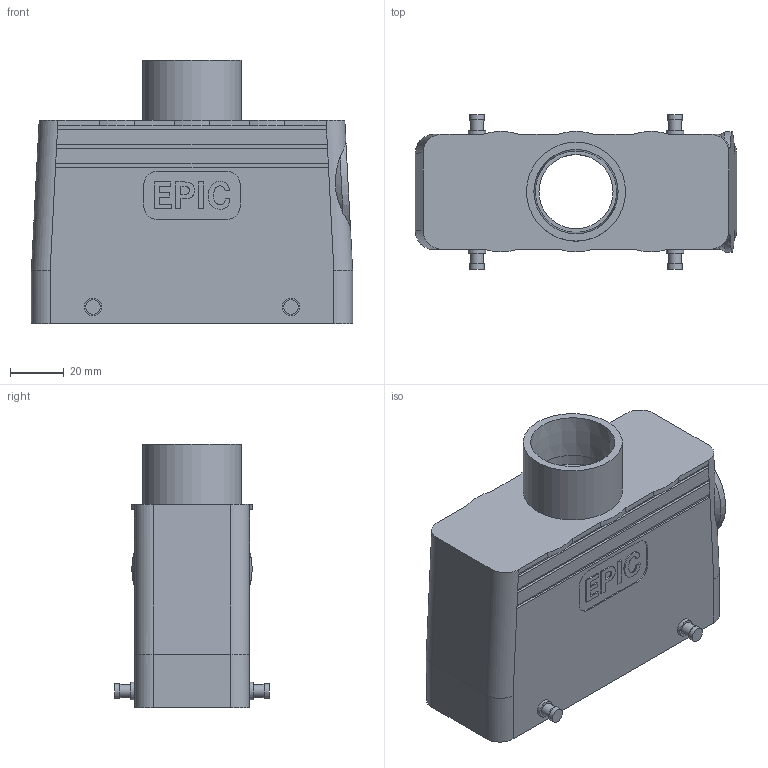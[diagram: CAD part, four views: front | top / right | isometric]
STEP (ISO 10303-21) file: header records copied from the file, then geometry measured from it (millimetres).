
FILE_DESCRIPTION( ( 'Unknown' ), '1' );
FILE_NAME( 'H_B_24_TGH_NPT_1.stp', 'Unknown', ( 'Unknown' ), ( 'Unknown' ), 'PSStep 11.0', 'Unknown', ' ' );
FILE_SCHEMA( ( 'AUTOMOTIVE_DESIGN { 1 0 10303 214 1 1 1 1 }' ) );
Length unit declared in the file: millimetre
Products named in the file (1): 1
Bounding box: 120 x 57.8 x 98.5 mm (x, y, z)
Volume: 112238 mm3; surface area: 62548.9 mm2
Topology: 1 solids, 1 shells, 181 faces, 441 edges, 287 vertices
Faces by surface type: plane 127, cylinder 47, extrusion 4, cone 3
Full cylindrical faces by diameter (mm): 2.459 x4, 4.9 x4, 5.5 x4, 6.5 x4, 27.7 x1, 30.411 x1, 37 x1
Entity records: 6830 total; most frequent: CARTESIAN_POINT 1262, ORIENTED_EDGE 826, DIRECTION 810, EDGE_CURVE 413, VERTEX_POINT 279, AXIS2_PLACEMENT_3D 273, VECTOR 264, LINE 260
